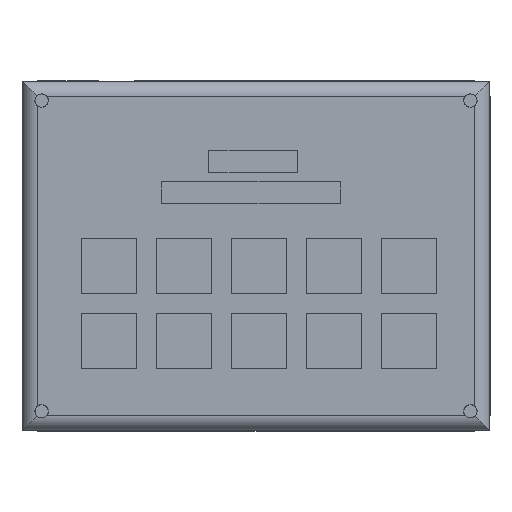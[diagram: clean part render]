
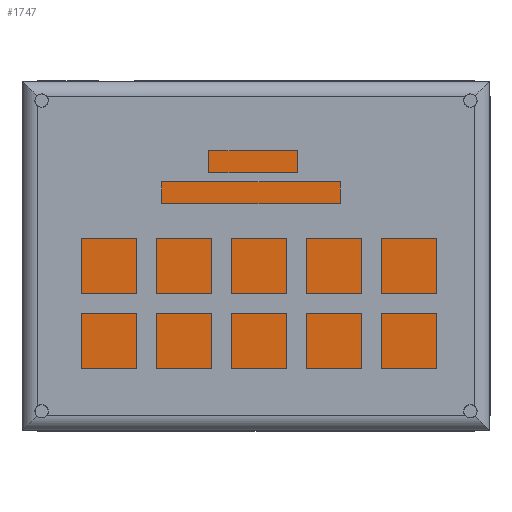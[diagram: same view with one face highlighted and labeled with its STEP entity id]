
A CAD part, top view. The second image highlights one B-rep face of the part: STEP entity #1747.
In plain terms, the highlighted planar face has unit normal (0, 0, 1).
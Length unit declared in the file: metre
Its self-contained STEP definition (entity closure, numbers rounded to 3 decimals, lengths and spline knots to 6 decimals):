
#169=ORIENTED_EDGE('',*,*,#597,.F.);
#170=ORIENTED_EDGE('',*,*,#594,.T.);
#171=ORIENTED_EDGE('',*,*,#591,.T.);
#172=ORIENTED_EDGE('',*,*,#588,.F.);
#173=ORIENTED_EDGE('',*,*,#585,.F.);
#174=ORIENTED_EDGE('',*,*,#637,.F.);
#585=EDGE_CURVE('',#830,#832,#995,.T.);
#588=EDGE_CURVE('',#832,#834,#998,.T.);
#591=EDGE_CURVE('',#836,#834,#1001,.T.);
#594=EDGE_CURVE('',#838,#836,#1004,.T.);
#597=EDGE_CURVE('',#838,#840,#1007,.T.);
#637=EDGE_CURVE('',#840,#830,#1038,.T.);
#830=VERTEX_POINT('',#2467);
#832=VERTEX_POINT('',#2473);
#834=VERTEX_POINT('',#2479);
#836=VERTEX_POINT('',#2485);
#838=VERTEX_POINT('',#2491);
#840=VERTEX_POINT('',#2497);
#995=LINE('',#2472,#1196);
#998=LINE('',#2478,#1199);
#1001=LINE('',#2484,#1202);
#1004=LINE('',#2490,#1205);
#1007=LINE('',#2496,#1208);
#1038=LINE('',#2575,#1239);
#1196=VECTOR('',#1999,1.);
#1199=VECTOR('',#2004,1.);
#1202=VECTOR('',#2009,1.);
#1205=VECTOR('',#2014,1.);
#1208=VECTOR('',#2019,1.);
#1239=VECTOR('',#2086,1.);
#1411=EDGE_LOOP('',(#169,#170,#171,#172,#173,#174));
#1546=FACE_BOUND('',#1411,.T.);
#1677=PLANE('',#1877);
#1747=ADVANCED_FACE('',(#1546),#1677,.T.);
#1877=AXIS2_PLACEMENT_3D('',#2576,#2087,#2088);
#1999=DIRECTION('',(1.,0.,0.));
#2004=DIRECTION('',(0.,-1.,0.));
#2009=DIRECTION('',(1.,0.,0.));
#2014=DIRECTION('',(0.,-1.,0.));
#2019=DIRECTION('',(1.,0.,0.));
#2086=DIRECTION('',(1.,0.,0.));
#2087=DIRECTION('',(0.,0.,1.));
#2088=DIRECTION('',(1.,0.,0.));
#2467=CARTESIAN_POINT('',(-0.024375,0.023587,0.003));
#2472=CARTESIAN_POINT('',(0.015875,0.023587,0.003));
#2473=CARTESIAN_POINT('',(0.056125,0.023587,0.003));
#2478=CARTESIAN_POINT('',(0.056125,-0.010913,0.003));
#2479=CARTESIAN_POINT('',(0.056125,-0.045413,0.003));
#2484=CARTESIAN_POINT('',(0.006625,-0.045413,0.003));
#2485=CARTESIAN_POINT('',(-0.042875,-0.045413,0.003));
#2490=CARTESIAN_POINT('',(-0.042875,-0.010913,0.003));
#2491=CARTESIAN_POINT('',(-0.042875,0.023587,0.003));
#2496=CARTESIAN_POINT('',(0.015875,0.023587,0.003));
#2497=CARTESIAN_POINT('',(-0.033475,0.023587,0.003));
#2575=CARTESIAN_POINT('',(0.015875,0.023587,0.003));
#2576=CARTESIAN_POINT('',(0.006625,-0.010913,0.003));
